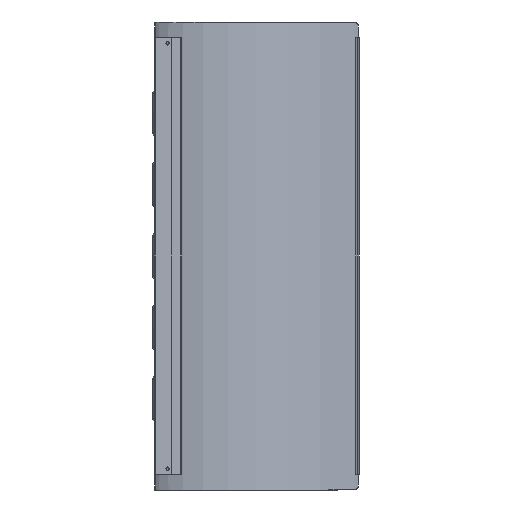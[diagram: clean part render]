
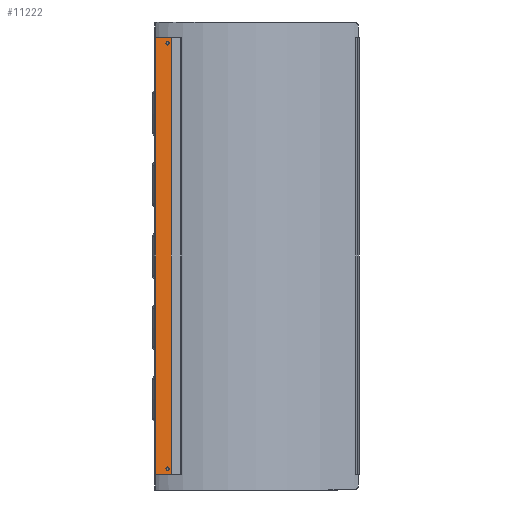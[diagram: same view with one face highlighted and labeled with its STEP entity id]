
A CAD part, front view. The second image highlights one B-rep face of the part: STEP entity #11222.
In plain terms, the highlighted planar face has unit normal (0.139, -0.99, 0).
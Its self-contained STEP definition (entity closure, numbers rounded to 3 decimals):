
#9770=CARTESIAN_POINT('',(-240.145,2.538,563.));
#9771=VERTEX_POINT('',#9770);
#9772=CARTESIAN_POINT('',(-242.125,2.259,563.));
#9773=DIRECTION('',(-0.139,0.99,0.));
#9774=DIRECTION('',(0.99,0.139,0.));
#9775=AXIS2_PLACEMENT_3D('',#9772,#9773,#9774);
#9776=CIRCLE('',#9775,2.);
#9777=EDGE_CURVE('',#9771,#9771,#9776,.T.);
#9798=CARTESIAN_POINT('',(-240.145,2.538,27.));
#9799=VERTEX_POINT('',#9798);
#9800=CARTESIAN_POINT('',(-242.125,2.259,27.));
#9801=DIRECTION('',(-0.139,0.99,0.));
#9802=DIRECTION('',(0.99,0.139,0.));
#9803=AXIS2_PLACEMENT_3D('',#9800,#9801,#9802);
#9804=CIRCLE('',#9803,2.);
#9805=EDGE_CURVE('',#9799,#9799,#9804,.T.);
#10386=CARTESIAN_POINT('',(-226.016,4.523,570.));
#10387=VERTEX_POINT('',#10386);
#10419=CARTESIAN_POINT('',(-226.016,4.523,20.));
#10420=VERTEX_POINT('',#10419);
#10460=CARTESIAN_POINT('',(-257.058,0.16,570.));
#10461=VERTEX_POINT('',#10460);
#10468=CARTESIAN_POINT('',(-226.016,4.523,570.));
#10469=DIRECTION('',(-0.99,-0.139,0.0));
#10470=VECTOR('',#10469,31.347);
#10471=LINE('',#10468,#10470);
#10472=EDGE_CURVE('',#10387,#10461,#10471,.T.);
#10483=CARTESIAN_POINT('',(-257.058,0.16,20.));
#10484=VERTEX_POINT('',#10483);
#10485=CARTESIAN_POINT('',(-257.058,0.16,20.));
#10486=DIRECTION('',(0.99,0.139,0.0));
#10487=VECTOR('',#10486,31.347);
#10488=LINE('',#10485,#10487);
#10489=EDGE_CURVE('',#10484,#10420,#10488,.T.);
#10784=CARTESIAN_POINT('',(-257.058,0.16,20.));
#10785=DIRECTION('',(0.0,0.0,1.0));
#10786=VECTOR('',#10785,550.);
#10787=LINE('',#10784,#10786);
#10788=EDGE_CURVE('',#10484,#10461,#10787,.T.);
#11135=CARTESIAN_POINT('',(-226.016,4.523,20.));
#11136=DIRECTION('',(0.0,0.0,1.0));
#11137=VECTOR('',#11136,550.);
#11138=LINE('',#11135,#11137);
#11139=EDGE_CURVE('',#10420,#10387,#11138,.T.);
#11205=CARTESIAN_POINT('',(-457.737,-28.043,295.));
#11206=DIRECTION('',(-0.139,0.99,0.));
#11207=DIRECTION('',(0.0,0.0,1.0));
#11208=AXIS2_PLACEMENT_3D('',#11205,#11206,#11207);
#11209=PLANE('',#11208);
#11210=ORIENTED_EDGE('',*,*,#10472,.T.);
#11211=ORIENTED_EDGE('',*,*,#10788,.F.);
#11212=ORIENTED_EDGE('',*,*,#10489,.T.);
#11213=ORIENTED_EDGE('',*,*,#11139,.T.);
#11214=EDGE_LOOP('',(#11210,#11211,#11212,#11213));
#11215=FACE_OUTER_BOUND('',#11214,.T.);
#11216=ORIENTED_EDGE('',*,*,#9777,.T.);
#11217=EDGE_LOOP('',(#11216));
#11218=FACE_BOUND('',#11217,.T.);
#11219=ORIENTED_EDGE('',*,*,#9805,.T.);
#11220=EDGE_LOOP('',(#11219));
#11221=FACE_BOUND('',#11220,.T.);
#11222=ADVANCED_FACE('',(#11215,#11218,#11221),#11209,.F.);
